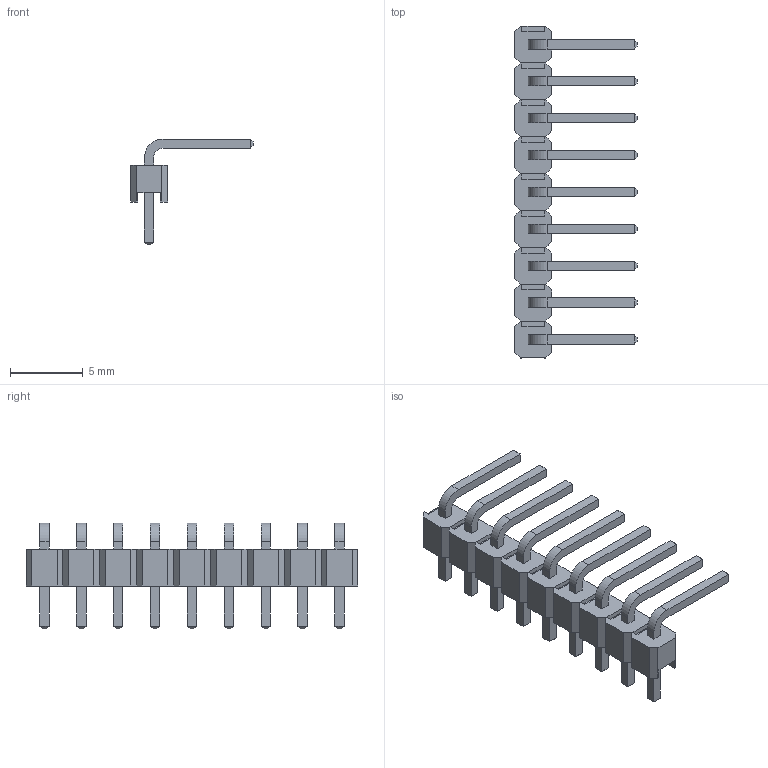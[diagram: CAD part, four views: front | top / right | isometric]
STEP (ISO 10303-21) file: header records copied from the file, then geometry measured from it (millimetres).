
FILE_DESCRIPTION(('FreeCAD Model'),'2;1');
FILE_NAME('9Pin.step','2021-01-26T11:53:35',( 'Author'),(''),'Open CASCADE STEP processor 7.3','FreeCAD','Unknown' );
FILE_SCHEMA(('AUTOMOTIVE_DESIGN { 1 0 10303 214 1 1 1 1 }'));
Length unit declared in the file: millimetre
Products named in the file (9): Fusion; Fusion001; Fusion002; Fusion003; Fusion004; Fusion005; Fusion006; Fusion007; Fusion008
Bounding box: 8.45 x 22.86 x 7.3 mm (x, y, z)
Volume: 158.9 mm3; surface area: 601.3 mm2
Topology: 9 solids, 9 shells, 360 faces, 900 edges, 576 vertices
Faces by surface type: plane 342, cylinder 18
Entity records: 24569 total; most frequent: CARTESIAN_POINT 3817, DIRECTION 3278, LINE 2448, VECTOR 2448, ORIENTED_EDGE 1800, PCURVE 1800, DEFINITIONAL_REPRESENTATION 1800, EDGE_CURVE 900
